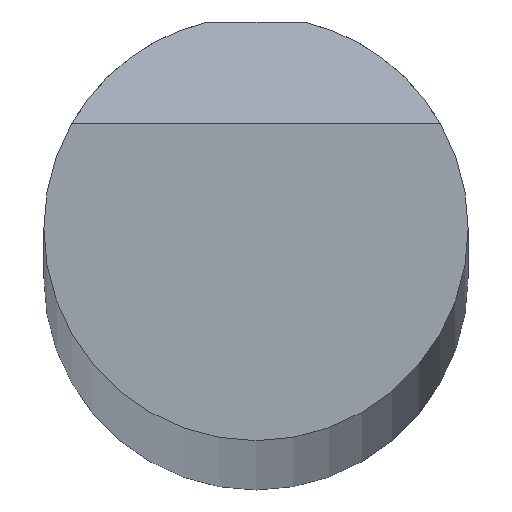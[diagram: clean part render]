
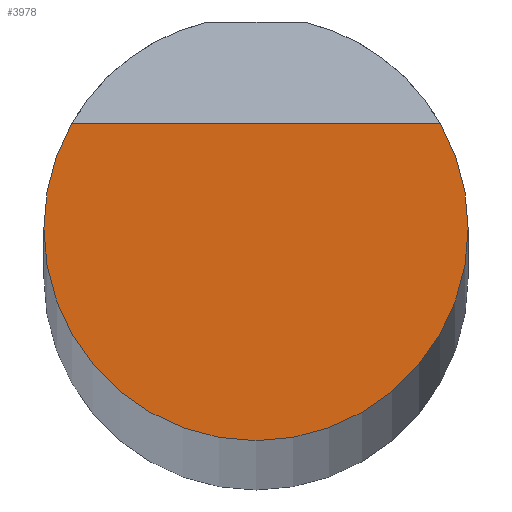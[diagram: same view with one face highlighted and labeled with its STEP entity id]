
A CAD part, top view. The second image highlights one B-rep face of the part: STEP entity #3978.
In plain terms, the highlighted planar face has unit normal (0, 0, 1).
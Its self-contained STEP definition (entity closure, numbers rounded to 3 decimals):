
#1464 = CARTESIAN_POINT ( 'NONE',  ( 0., 0., 1000. ) ) ;
#2674 = DIRECTION ( 'NONE',  ( -1., 0., 0. ) ) ;
#3007 = CARTESIAN_POINT ( 'NONE',  ( -7.5, 0., 1000. ) ) ;
#3978 = ADVANCED_FACE ( 'NONE', ( #14489 ), #11873, .T. ) ;
#4576 = CARTESIAN_POINT ( 'NONE',  ( 0., 0., 1000. ) ) ;
#5063 = DIRECTION ( 'NONE',  ( -1., 0., 0. ) ) ;
#5102 = CARTESIAN_POINT ( 'NONE',  ( 0., 3.721, 1000. ) ) ;
#6418 = CARTESIAN_POINT ( 'NONE',  ( 7.5, 0., 1000. ) ) ;
#6689 = EDGE_CURVE ( 'NONE', #27221, #23246, #11694, .T. ) ;
#7571 = EDGE_CURVE ( 'NONE', #9024, #27221, #12551, .T. ) ;
#9024 = VERTEX_POINT ( 'NONE', #6418 ) ;
#9919 = DIRECTION ( 'NONE',  ( 0., 0., 1. ) ) ;
#10366 = AXIS2_PLACEMENT_3D ( 'NONE', #4576, #14582, #14853 ) ;
#10812 = ORIENTED_EDGE ( 'NONE', *, *, #17010, .F. ) ;
#11165 = CARTESIAN_POINT ( 'NONE',  ( 0., 0., 1000. ) ) ;
#11694 = CIRCLE ( 'NONE', #10366, 7.5 ) ;
#11873 = PLANE ( 'NONE',  #24238 ) ;
#12407 = DIRECTION ( 'NONE',  ( 1., 0., 0. ) ) ;
#12551 = CIRCLE ( 'NONE', #17851, 7.5 ) ;
#14165 = CARTESIAN_POINT ( 'NONE',  ( -6.512, 3.721, 1000. ) ) ;
#14300 = ORIENTED_EDGE ( 'NONE', *, *, #17487, .T. ) ;
#14489 = FACE_OUTER_BOUND ( 'NONE', #19947, .T. ) ;
#14582 = DIRECTION ( 'NONE',  ( 0., 0., -1. ) ) ;
#14853 = DIRECTION ( 'NONE',  ( -1., 0., 0. ) ) ;
#15569 = CARTESIAN_POINT ( 'NONE',  ( 0., 0., 1000. ) ) ;
#16315 = DIRECTION ( 'NONE',  ( -1., 0., 0. ) ) ;
#16916 = CARTESIAN_POINT ( 'NONE',  ( 6.512, 3.721, 1000. ) ) ;
#17010 = EDGE_CURVE ( 'NONE', #25545, #9024, #18455, .T. ) ;
#17102 = VECTOR ( 'NONE', #16315, 1000. ) ;
#17487 = EDGE_CURVE ( 'NONE', #25545, #23246, #24070, .T. ) ;
#17851 = AXIS2_PLACEMENT_3D ( 'NONE', #11165, #23902, #5063 ) ;
#18431 = AXIS2_PLACEMENT_3D ( 'NONE', #15569, #22579, #2674 ) ;
#18455 = CIRCLE ( 'NONE', #18431, 7.5 ) ;
#19339 = ORIENTED_EDGE ( 'NONE', *, *, #7571, .F. ) ;
#19947 = EDGE_LOOP ( 'NONE', ( #10812, #14300, #26954, #19339 ) ) ;
#22579 = DIRECTION ( 'NONE',  ( 0., 0., -1. ) ) ;
#23246 = VERTEX_POINT ( 'NONE', #14165 ) ;
#23902 = DIRECTION ( 'NONE',  ( 0., 0., -1. ) ) ;
#24070 = LINE ( 'NONE', #5102, #17102 ) ;
#24238 = AXIS2_PLACEMENT_3D ( 'NONE', #1464, #9919, #12407 ) ;
#25545 = VERTEX_POINT ( 'NONE', #16916 ) ;
#26954 = ORIENTED_EDGE ( 'NONE', *, *, #6689, .F. ) ;
#27221 = VERTEX_POINT ( 'NONE', #3007 ) ;
